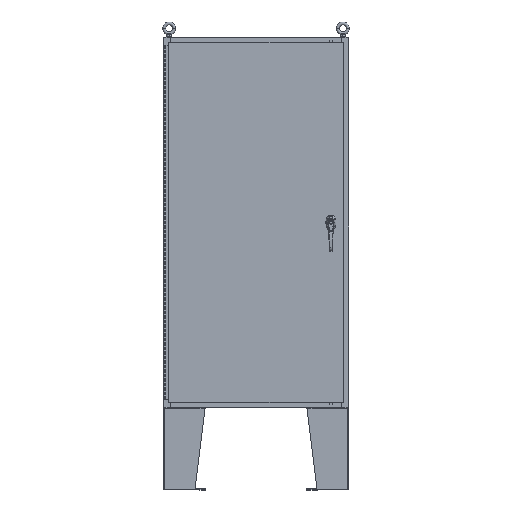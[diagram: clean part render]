
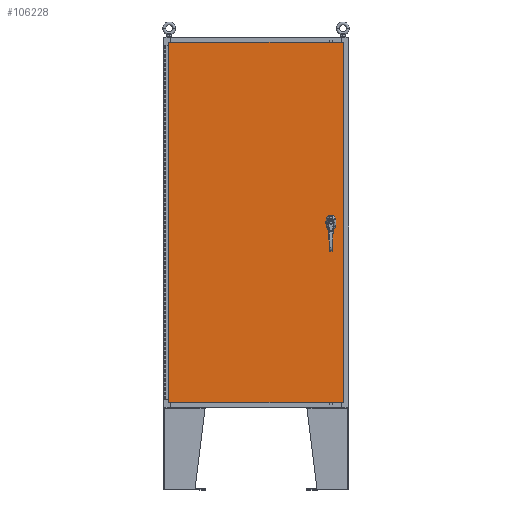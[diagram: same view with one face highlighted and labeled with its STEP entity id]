
A CAD part, top view. The second image highlights one B-rep face of the part: STEP entity #106228.
In plain terms, the highlighted planar face has unit normal (0, 0, 1).
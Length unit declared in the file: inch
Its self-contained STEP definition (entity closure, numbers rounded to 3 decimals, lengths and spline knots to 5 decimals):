
#2417 = LINE ( 'NONE', #100265, #34249 ) ;
#3753 = ORIENTED_EDGE ( 'NONE', *, *, #133143, .T. ) ;
#4349 = CARTESIAN_POINT ( 'NONE',  ( 14.77823, 0.403, 0. ) ) ;
#5201 = VECTOR ( 'NONE', #121752, 39.37008 ) ;
#10988 = EDGE_CURVE ( 'NONE', #32420, #50093, #124951, .T. ) ;
#16294 = CARTESIAN_POINT ( 'NONE',  ( 14.981, -0.20023, 0. ) ) ;
#16507 = ORIENTED_EDGE ( 'NONE', *, *, #43230, .F. ) ;
#17250 = ORIENTED_EDGE ( 'NONE', *, *, #28032, .T. ) ;
#17764 = ORIENTED_EDGE ( 'NONE', *, *, #20877, .T. ) ;
#17928 = VECTOR ( 'NONE', #19972, 39.37008 ) ;
#18703 = ORIENTED_EDGE ( 'NONE', *, *, #117285, .T. ) ;
#19972 = DIRECTION ( 'NONE',  ( 1., 0., 0. ) ) ;
#20877 = EDGE_CURVE ( 'NONE', #41394, #127888, #37002, .T. ) ;
#21399 = ORIENTED_EDGE ( 'NONE', *, *, #10988, .F. ) ;
#22330 = DIRECTION ( 'NONE',  ( 0., -1., 0. ) ) ;
#23691 = ORIENTED_EDGE ( 'NONE', *, *, #119103, .F. ) ;
#24113 = CARTESIAN_POINT ( 'NONE',  ( 14.578, 0., 0. ) ) ;
#24810 = DIRECTION ( 'NONE',  ( 0., 0., 1. ) ) ;
#27143 = CIRCLE ( 'NONE', #142799, 0.1715 ) ;
#28032 = EDGE_CURVE ( 'NONE', #135305, #122819, #57157, .T. ) ;
#28547 = PLANE ( 'NONE',  #151178 ) ;
#28887 = CARTESIAN_POINT ( 'NONE',  ( 14.175, -0.20023, 0. ) ) ;
#31731 = EDGE_LOOP ( 'NONE', ( #17764, #23691, #123293, #109871, #46579, #21399, #67247, #111181 ) ) ;
#32420 = VERTEX_POINT ( 'NONE', #40171 ) ;
#34249 = VECTOR ( 'NONE', #76644, 39.37008 ) ;
#35395 = CARTESIAN_POINT ( 'NONE',  ( 16.9903, 35.0063, 0. ) ) ;
#36074 = DIRECTION ( 'NONE',  ( 1., 0., 0. ) ) ;
#36844 = EDGE_CURVE ( 'NONE', #122819, #137635, #78733, .T. ) ;
#37002 = LINE ( 'NONE', #121228, #5201 ) ;
#37760 = AXIS2_PLACEMENT_3D ( 'NONE', #39840, #123817, #51893 ) ;
#39840 = CARTESIAN_POINT ( 'NONE',  ( 14.578, 0., 0. ) ) ;
#40171 = CARTESIAN_POINT ( 'NONE',  ( 14.37777, 0.403, 0. ) ) ;
#41394 = VERTEX_POINT ( 'NONE', #154166 ) ;
#43156 = FACE_BOUND ( 'NONE', #31731, .T. ) ;
#43230 = EDGE_CURVE ( 'NONE', #121520, #118864, #27143, .T. ) ;
#43559 = VECTOR ( 'NONE', #22330, 39.37008 ) ;
#45402 = CARTESIAN_POINT ( 'NONE',  ( 14.578, -1.338, 0. ) ) ;
#46579 = ORIENTED_EDGE ( 'NONE', *, *, #57054, .F. ) ;
#47456 = DIRECTION ( 'NONE',  ( -1., 0., 0. ) ) ;
#48726 = CARTESIAN_POINT ( 'NONE',  ( 14.578, 0., 0. ) ) ;
#50093 = VERTEX_POINT ( 'NONE', #86168 ) ;
#51893 = DIRECTION ( 'NONE',  ( 1., 0., 0. ) ) ;
#52664 = CIRCLE ( 'NONE', #37760, 0.45 ) ;
#55158 = CARTESIAN_POINT ( 'NONE',  ( 14.4065, -1.338, 0. ) ) ;
#56597 = VECTOR ( 'NONE', #130826, 39.37008 ) ;
#57054 = EDGE_CURVE ( 'NONE', #50093, #98585, #152304, .T. ) ;
#57157 = LINE ( 'NONE', #91702, #17928 ) ;
#57168 = VECTOR ( 'NONE', #47456, 39.37008 ) ;
#57497 = DIRECTION ( 'NONE',  ( 1., 0., 0. ) ) ;
#59734 = ORIENTED_EDGE ( 'NONE', *, *, #36844, .T. ) ;
#59807 = CARTESIAN_POINT ( 'NONE',  ( 14.7495, -1.338, 0. ) ) ;
#60623 = CIRCLE ( 'NONE', #66692, 0.45 ) ;
#60820 = DIRECTION ( 'NONE',  ( 1., 0., 0. ) ) ;
#63426 = CIRCLE ( 'NONE', #70851, 0.1715 ) ;
#63678 = EDGE_LOOP ( 'NONE', ( #99298, #16507 ) ) ;
#66036 = DIRECTION ( 'NONE',  ( 0., 0., 1. ) ) ;
#66692 = AXIS2_PLACEMENT_3D ( 'NONE', #24113, #107955, #36074 ) ;
#67247 = ORIENTED_EDGE ( 'NONE', *, *, #118943, .F. ) ;
#67524 = LINE ( 'NONE', #123821, #127607 ) ;
#67759 = VERTEX_POINT ( 'NONE', #85511 ) ;
#69284 = VERTEX_POINT ( 'NONE', #4349 ) ;
#69385 = EDGE_CURVE ( 'NONE', #78359, #67759, #2417, .T. ) ;
#69975 = CARTESIAN_POINT ( 'NONE',  ( -16.9903, 35.0063, 0. ) ) ;
#70810 = CARTESIAN_POINT ( 'NONE',  ( -16.9903, 35.0063, 0. ) ) ;
#70851 = AXIS2_PLACEMENT_3D ( 'NONE', #45402, #129378, #57497 ) ;
#75229 = EDGE_CURVE ( 'NONE', #118864, #121520, #63426, .T. ) ;
#76544 = CARTESIAN_POINT ( 'NONE',  ( -16.9903, -35.0063, 0. ) ) ;
#76644 = DIRECTION ( 'NONE',  ( 1., 0., 0. ) ) ;
#76677 = DIRECTION ( 'NONE',  ( -1., 0., 0. ) ) ;
#78359 = VERTEX_POINT ( 'NONE', #78974 ) ;
#78733 = LINE ( 'NONE', #127116, #138786 ) ;
#78974 = CARTESIAN_POINT ( 'NONE',  ( 14.37777, -0.403, 0. ) ) ;
#81870 = AXIS2_PLACEMENT_3D ( 'NONE', #48726, #132689, #60820 ) ;
#85511 = CARTESIAN_POINT ( 'NONE',  ( 14.77823, -0.403, 0. ) ) ;
#86168 = CARTESIAN_POINT ( 'NONE',  ( 14.175, 0.20023, 0. ) ) ;
#88243 = CIRCLE ( 'NONE', #105028, 0.45 ) ;
#91702 = CARTESIAN_POINT ( 'NONE',  ( -16.9903, -35.0063, 0. ) ) ;
#92802 = LINE ( 'NONE', #35395, #57168 ) ;
#96549 = CARTESIAN_POINT ( 'NONE',  ( 14.578, -1.338, 0. ) ) ;
#98585 = VERTEX_POINT ( 'NONE', #28887 ) ;
#99298 = ORIENTED_EDGE ( 'NONE', *, *, #75229, .F. ) ;
#100265 = CARTESIAN_POINT ( 'NONE',  ( 0., -0.403, 0. ) ) ;
#102999 = DIRECTION ( 'NONE',  ( 0., 1., 0. ) ) ;
#105028 = AXIS2_PLACEMENT_3D ( 'NONE', #137910, #66036, #149962 ) ;
#106228 = ADVANCED_FACE ( 'NONE', ( #114564, #135233, #43156 ), #28547, .F. ) ;
#107955 = DIRECTION ( 'NONE',  ( 0., 0., 1. ) ) ;
#108641 = EDGE_LOOP ( 'NONE', ( #17250, #59734, #3753, #18703 ) ) ;
#108648 = DIRECTION ( 'NONE',  ( 1., 0., 0. ) ) ;
#109871 = ORIENTED_EDGE ( 'NONE', *, *, #116817, .F. ) ;
#111181 = ORIENTED_EDGE ( 'NONE', *, *, #138261, .F. ) ;
#114564 = FACE_BOUND ( 'NONE', #63678, .T. ) ;
#114659 = CARTESIAN_POINT ( 'NONE',  ( 16.9903, 35.0063, 0. ) ) ;
#114963 = LINE ( 'NONE', #69975, #43559 ) ;
#116817 = EDGE_CURVE ( 'NONE', #98585, #78359, #60623, .T. ) ;
#117285 = EDGE_CURVE ( 'NONE', #125382, #135305, #114963, .T. ) ;
#118787 = CARTESIAN_POINT ( 'NONE',  ( 14.175, 0., 0. ) ) ;
#118864 = VERTEX_POINT ( 'NONE', #59807 ) ;
#118943 = EDGE_CURVE ( 'NONE', #69284, #32420, #67524, .T. ) ;
#119103 = EDGE_CURVE ( 'NONE', #67759, #127888, #88243, .T. ) ;
#121228 = CARTESIAN_POINT ( 'NONE',  ( 14.981, 0., 0. ) ) ;
#121520 = VERTEX_POINT ( 'NONE', #55158 ) ;
#121752 = DIRECTION ( 'NONE',  ( 0., -1., 0. ) ) ;
#122819 = VERTEX_POINT ( 'NONE', #140751 ) ;
#123293 = ORIENTED_EDGE ( 'NONE', *, *, #69385, .F. ) ;
#123817 = DIRECTION ( 'NONE',  ( 0., 0., 1. ) ) ;
#123821 = CARTESIAN_POINT ( 'NONE',  ( 0., 0.403, 0. ) ) ;
#124452 = CARTESIAN_POINT ( 'NONE',  ( 0., 0., 0. ) ) ;
#124951 = CIRCLE ( 'NONE', #81870, 0.45 ) ;
#125382 = VERTEX_POINT ( 'NONE', #70810 ) ;
#127116 = CARTESIAN_POINT ( 'NONE',  ( 16.9903, -35.0063, 0. ) ) ;
#127607 = VECTOR ( 'NONE', #135893, 39.37008 ) ;
#127888 = VERTEX_POINT ( 'NONE', #16294 ) ;
#129378 = DIRECTION ( 'NONE',  ( 0., 0., 1. ) ) ;
#130826 = DIRECTION ( 'NONE',  ( 0., -1., 0. ) ) ;
#132689 = DIRECTION ( 'NONE',  ( 0., 0., 1. ) ) ;
#133143 = EDGE_CURVE ( 'NONE', #137635, #125382, #92802, .T. ) ;
#135233 = FACE_OUTER_BOUND ( 'NONE', #108641, .T. ) ;
#135305 = VERTEX_POINT ( 'NONE', #76544 ) ;
#135893 = DIRECTION ( 'NONE',  ( -1., 0., 0. ) ) ;
#137635 = VERTEX_POINT ( 'NONE', #114659 ) ;
#137910 = CARTESIAN_POINT ( 'NONE',  ( 14.578, 0., 0. ) ) ;
#138261 = EDGE_CURVE ( 'NONE', #41394, #69284, #52664, .T. ) ;
#138786 = VECTOR ( 'NONE', #102999, 39.37008 ) ;
#140751 = CARTESIAN_POINT ( 'NONE',  ( 16.9903, -35.0063, 0. ) ) ;
#142799 = AXIS2_PLACEMENT_3D ( 'NONE', #96549, #24810, #108648 ) ;
#148566 = DIRECTION ( 'NONE',  ( 0., 0., -1. ) ) ;
#149962 = DIRECTION ( 'NONE',  ( 1., 0., 0. ) ) ;
#151178 = AXIS2_PLACEMENT_3D ( 'NONE', #124452, #148566, #76677 ) ;
#152304 = LINE ( 'NONE', #118787, #56597 ) ;
#154166 = CARTESIAN_POINT ( 'NONE',  ( 14.981, 0.20023, 0. ) ) ;
